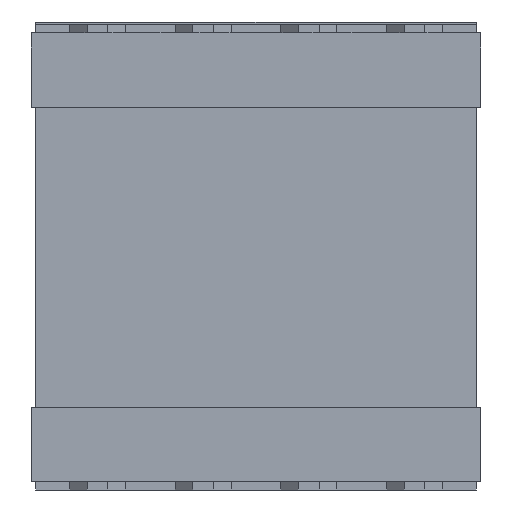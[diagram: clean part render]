
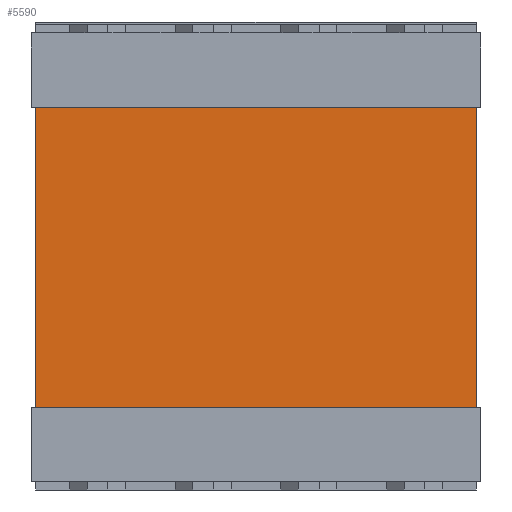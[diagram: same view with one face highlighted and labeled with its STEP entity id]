
A CAD part, front view. The second image highlights one B-rep face of the part: STEP entity #5590.
In plain terms, the highlighted planar face has unit normal (0, -1, 0).
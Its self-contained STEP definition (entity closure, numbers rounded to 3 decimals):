
#228 = LINE ( 'NONE', #1551, #6717 ) ;
#499 = VERTEX_POINT ( 'NONE', #6959 ) ;
#500 = DIRECTION ( 'NONE',  ( 0., 0., 1. ) ) ;
#856 = ORIENTED_EDGE ( 'NONE', *, *, #3345, .F. ) ;
#1010 = CARTESIAN_POINT ( 'NONE',  ( 0., 0.1, -8.995 ) ) ;
#1073 = DIRECTION ( 'NONE',  ( 0., 1., 0. ) ) ;
#1551 = CARTESIAN_POINT ( 'NONE',  ( 10.695, 0.1, -1.8 ) ) ;
#1554 = PLANE ( 'NONE',  #4675 ) ;
#1635 = ORIENTED_EDGE ( 'NONE', *, *, #2235, .T. ) ;
#1714 = DIRECTION ( 'NONE',  ( 1., 0., 0. ) ) ;
#2117 = VERTEX_POINT ( 'NONE', #4656 ) ;
#2235 = EDGE_CURVE ( 'NONE', #499, #2117, #4405, .T. ) ;
#2330 = CARTESIAN_POINT ( 'NONE',  ( 0.1, 0.1, -1.8 ) ) ;
#2497 = CARTESIAN_POINT ( 'NONE',  ( 0., 0.1, -1.8 ) ) ;
#2531 = FACE_OUTER_BOUND ( 'NONE', #4996, .T. ) ;
#2758 = VERTEX_POINT ( 'NONE', #4169 ) ;
#2842 = ORIENTED_EDGE ( 'NONE', *, *, #6917, .T. ) ;
#3345 = EDGE_CURVE ( 'NONE', #499, #7168, #4765, .T. ) ;
#4042 = EDGE_CURVE ( 'NONE', #7168, #2758, #228, .T. ) ;
#4169 = CARTESIAN_POINT ( 'NONE',  ( 10.695, 0.1, -8.995 ) ) ;
#4394 = DIRECTION ( 'NONE',  ( 1., 0., 0. ) ) ;
#4405 = LINE ( 'NONE', #2330, #7668 ) ;
#4491 = ORIENTED_EDGE ( 'NONE', *, *, #4042, .F. ) ;
#4656 = CARTESIAN_POINT ( 'NONE',  ( 0.1, 0.1, -8.995 ) ) ;
#4675 = AXIS2_PLACEMENT_3D ( 'NONE', #6312, #1073, #500 ) ;
#4765 = LINE ( 'NONE', #2497, #6111 ) ;
#4839 = LINE ( 'NONE', #1010, #5869 ) ;
#4996 = EDGE_LOOP ( 'NONE', ( #1635, #2842, #4491, #856 ) ) ;
#5590 = ADVANCED_FACE ( 'NONE', ( #2531 ), #1554, .F. ) ;
#5869 = VECTOR ( 'NONE', #1714, 1000. ) ;
#6052 = DIRECTION ( 'NONE',  ( 0., 0., -1. ) ) ;
#6111 = VECTOR ( 'NONE', #4394, 1000. ) ;
#6312 = CARTESIAN_POINT ( 'NONE',  ( 0., 0.1, -1.8 ) ) ;
#6717 = VECTOR ( 'NONE', #6052, 1000. ) ;
#6828 = DIRECTION ( 'NONE',  ( 0., 0., -1. ) ) ;
#6917 = EDGE_CURVE ( 'NONE', #2117, #2758, #4839, .T. ) ;
#6959 = CARTESIAN_POINT ( 'NONE',  ( 0.1, 0.1, -1.8 ) ) ;
#7168 = VERTEX_POINT ( 'NONE', #7446 ) ;
#7446 = CARTESIAN_POINT ( 'NONE',  ( 10.695, 0.1, -1.8 ) ) ;
#7668 = VECTOR ( 'NONE', #6828, 1000. ) ;
